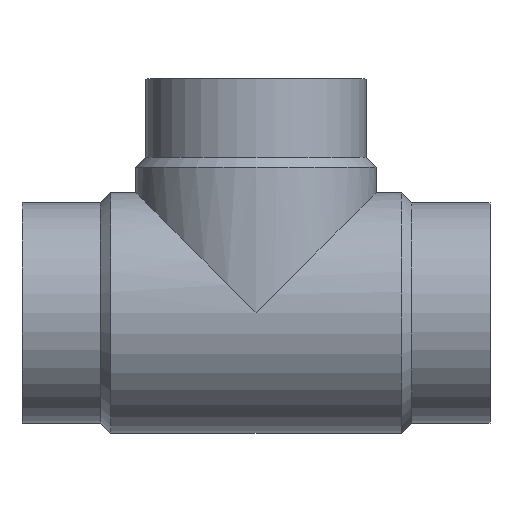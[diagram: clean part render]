
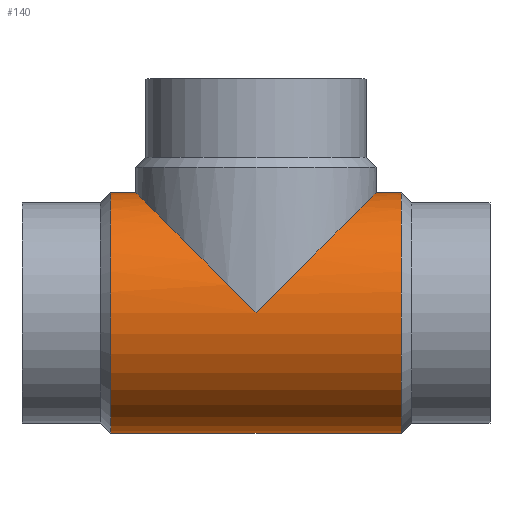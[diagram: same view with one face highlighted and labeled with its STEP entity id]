
A CAD part, top view. The second image highlights one B-rep face of the part: STEP entity #140.
In plain terms, the highlighted cylindrical face has radius 87.3 mm (diameter 174.6 mm), a partial arc.
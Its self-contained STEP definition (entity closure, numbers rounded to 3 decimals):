
#140 = ADVANCED_FACE( '', ( #380 ), #381, .T. );
#142 = VERTEX_POINT( '', #383 );
#170 = EDGE_CURVE( '', #328, #308, #412, .T. );
#192 = EDGE_CURVE( '', #322, #342, #437, .T. );
#198 = EDGE_CURVE( '', #300, #142, #443, .T. );
#204 = EDGE_CURVE( '', #342, #328, #449, .T. );
#268 = VERTEX_POINT( '', #521 );
#270 = EDGE_CURVE( '', #308, #268, #523, .T. );
#278 = EDGE_CURVE( '', #268, #142, #532, .T. );
#300 = VERTEX_POINT( '', #556 );
#304 = EDGE_CURVE( '', #300, #322, #560, .T. );
#308 = VERTEX_POINT( '', #564 );
#322 = VERTEX_POINT( '', #579 );
#328 = VERTEX_POINT( '', #586 );
#342 = VERTEX_POINT( '', #604 );
#380 = FACE_OUTER_BOUND( '', #638, .T. );
#381 = CYLINDRICAL_SURFACE( '', #639, 87.3 );
#383 = CARTESIAN_POINT( '', ( -275.7, 87.3, 0. ) );
#412 = ELLIPSE( '', #684, 123.461, 87.3 );
#437 = CIRCLE( '', #716, 87.3 );
#443 = CIRCLE( '', #723, 87.3 );
#449 = LINE( '', #732, #733 );
#521 = CARTESIAN_POINT( '', ( -257.3, 87.3, 0. ) );
#523 = ELLIPSE( '', #832, 123.461, 87.3 );
#532 = LINE( '', #845, #846 );
#556 = CARTESIAN_POINT( '', ( -275.7, -87.3, 0. ) );
#560 = LINE( '', #882, #883 );
#564 = CARTESIAN_POINT( '', ( -170., 0., 87.3 ) );
#579 = CARTESIAN_POINT( '', ( -64.3, -87.3, 0. ) );
#586 = CARTESIAN_POINT( '', ( -82.7, 87.3, 0. ) );
#604 = CARTESIAN_POINT( '', ( -64.3, 87.3, 0. ) );
#638 = EDGE_LOOP( '', ( #965, #966, #967, #968, #969, #970, #971 ) );
#639 = AXIS2_PLACEMENT_3D( '', #972, #973, #974 );
#684 = AXIS2_PLACEMENT_3D( '', #997, #998, #999 );
#716 = AXIS2_PLACEMENT_3D( '', #1032, #1033, #1034 );
#723 = AXIS2_PLACEMENT_3D( '', #1035, #1036, #1037 );
#732 = CARTESIAN_POINT( '', ( -170., 87.3, 0. ) );
#733 = VECTOR( '', #1044, 1. );
#832 = AXIS2_PLACEMENT_3D( '', #1142, #1143, #1144 );
#845 = CARTESIAN_POINT( '', ( -170., 87.3, 0. ) );
#846 = VECTOR( '', #1158, 1. );
#882 = CARTESIAN_POINT( '', ( -170., -87.3, 0. ) );
#883 = VECTOR( '', #1187, 1. );
#965 = ORIENTED_EDGE( '', *, *, #204, .T. );
#966 = ORIENTED_EDGE( '', *, *, #170, .T. );
#967 = ORIENTED_EDGE( '', *, *, #270, .T. );
#968 = ORIENTED_EDGE( '', *, *, #278, .T. );
#969 = ORIENTED_EDGE( '', *, *, #198, .F. );
#970 = ORIENTED_EDGE( '', *, *, #304, .T. );
#971 = ORIENTED_EDGE( '', *, *, #192, .T. );
#972 = CARTESIAN_POINT( '', ( -170., 0., 0. ) );
#973 = DIRECTION( '', ( 1., 0., 0. ) );
#974 = DIRECTION( '', ( 0., 1., 0. ) );
#997 = CARTESIAN_POINT( '', ( -170., 0., 0. ) );
#998 = DIRECTION( '', ( 0.707, -0.707, 0. ) );
#999 = DIRECTION( '', ( 0.707, 0.707, 0. ) );
#1032 = CARTESIAN_POINT( '', ( -64.3, 0., 0. ) );
#1033 = DIRECTION( '', ( -1., 0., 0. ) );
#1034 = DIRECTION( '', ( 0., 1., 0. ) );
#1035 = CARTESIAN_POINT( '', ( -275.7, 0., 0. ) );
#1036 = DIRECTION( '', ( -1., 0., 0. ) );
#1037 = DIRECTION( '', ( 0., 1., 0. ) );
#1044 = DIRECTION( '', ( -1., 0., 0. ) );
#1142 = CARTESIAN_POINT( '', ( -170., 0., 0. ) );
#1143 = DIRECTION( '', ( -0.707, -0.707, 0. ) );
#1144 = DIRECTION( '', ( 0.707, -0.707, 0. ) );
#1158 = DIRECTION( '', ( -1., 0., 0. ) );
#1187 = DIRECTION( '', ( 1., 0., 0. ) );
